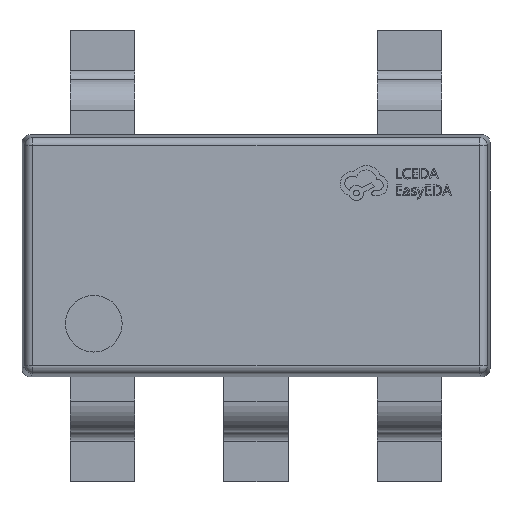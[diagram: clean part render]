
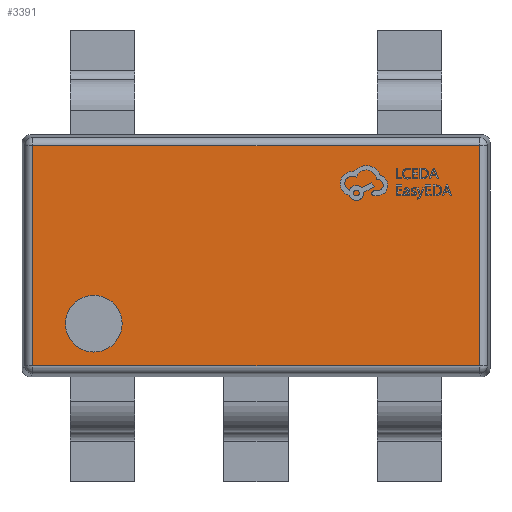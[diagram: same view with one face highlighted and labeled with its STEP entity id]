
A CAD part, top view. The second image highlights one B-rep face of the part: STEP entity #3391.
In plain terms, the highlighted planar face has unit normal (0, 0, 1).
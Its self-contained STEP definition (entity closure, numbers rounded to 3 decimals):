
#189 = DIRECTION ( 'NONE',  ( 1., 0., 0. ) ) ;
#285 = FACE_OUTER_BOUND ( 'NONE', #8671, .T. ) ;
#379 = VECTOR ( 'NONE', #15083, 1000. ) ;
#451 = CARTESIAN_POINT ( 'NONE',  ( 1.429, -0.682, 0.3 ) ) ;
#803 = EDGE_LOOP ( 'NONE', ( #11858, #11791 ) ) ;
#1148 = CARTESIAN_POINT ( 'NONE',  ( 0., 0., 0.3 ) ) ;
#1563 = EDGE_CURVE ( 'NONE', #10102, #14681, #16966, .T. ) ;
#1728 = FACE_BOUND ( 'NONE', #803, .T. ) ;
#2115 = ORIENTED_EDGE ( 'NONE', *, *, #10475, .T. ) ;
#2766 = DIRECTION ( 'NONE',  ( 1., 0., 0. ) ) ;
#3234 = AXIS2_PLACEMENT_3D ( 'NONE', #10696, #17769, #189 ) ;
#3391 = ADVANCED_FACE ( 'NONE', ( #285, #1728 ), #9235, .T. ) ;
#3504 = VECTOR ( 'NONE', #3808, 1000. ) ;
#3808 = DIRECTION ( 'NONE',  ( -1., 0., 0. ) ) ;
#3959 = CARTESIAN_POINT ( 'NONE',  ( -1.382, 0.682, 0.3 ) ) ;
#4477 = CARTESIAN_POINT ( 'NONE',  ( 1.382, 0.729, 0.3 ) ) ;
#4532 = DIRECTION ( 'NONE',  ( 0., 0., 1. ) ) ;
#4758 = LINE ( 'NONE', #13713, #379 ) ;
#5069 = VECTOR ( 'NONE', #8954, 1000. ) ;
#5107 = CARTESIAN_POINT ( 'NONE',  ( -1.181, -0.421, 0.3 ) ) ;
#5545 = VERTEX_POINT ( 'NONE', #14637 ) ;
#5643 = VERTEX_POINT ( 'NONE', #15120 ) ;
#5834 = LINE ( 'NONE', #4477, #5069 ) ;
#6069 = EDGE_CURVE ( 'NONE', #5643, #16366, #10302, .T. ) ;
#7678 = VECTOR ( 'NONE', #18481, 1000. ) ;
#8671 = EDGE_LOOP ( 'NONE', ( #15665, #16206, #11530, #2115 ) ) ;
#8841 = EDGE_CURVE ( 'NONE', #14681, #5545, #5834, .T. ) ;
#8954 = DIRECTION ( 'NONE',  ( 0., 1., 0. ) ) ;
#9235 = PLANE ( 'NONE',  #13966 ) ;
#9605 = EDGE_CURVE ( 'NONE', #16366, #5643, #11646, .T. ) ;
#10102 = VERTEX_POINT ( 'NONE', #13687 ) ;
#10302 = CIRCLE ( 'NONE', #12491, 0.176 ) ;
#10475 = EDGE_CURVE ( 'NONE', #11593, #10102, #4758, .T. ) ;
#10696 = CARTESIAN_POINT ( 'NONE',  ( -1.005, -0.421, 0.3 ) ) ;
#11530 = ORIENTED_EDGE ( 'NONE', *, *, #12426, .T. ) ;
#11593 = VERTEX_POINT ( 'NONE', #3959 ) ;
#11646 = CIRCLE ( 'NONE', #3234, 0.176 ) ;
#11791 = ORIENTED_EDGE ( 'NONE', *, *, #9605, .F. ) ;
#11858 = ORIENTED_EDGE ( 'NONE', *, *, #6069, .F. ) ;
#12426 = EDGE_CURVE ( 'NONE', #5545, #11593, #18543, .T. ) ;
#12491 = AXIS2_PLACEMENT_3D ( 'NONE', #17834, #4532, #2766 ) ;
#13687 = CARTESIAN_POINT ( 'NONE',  ( -1.382, -0.682, 0.3 ) ) ;
#13713 = CARTESIAN_POINT ( 'NONE',  ( -1.382, -0.729, 0.3 ) ) ;
#13966 = AXIS2_PLACEMENT_3D ( 'NONE', #1148, #14480, #17448 ) ;
#14480 = DIRECTION ( 'NONE',  ( 0., 0., 1. ) ) ;
#14637 = CARTESIAN_POINT ( 'NONE',  ( 1.382, 0.682, 0.3 ) ) ;
#14681 = VERTEX_POINT ( 'NONE', #17521 ) ;
#15083 = DIRECTION ( 'NONE',  ( 0., -1., 0. ) ) ;
#15120 = CARTESIAN_POINT ( 'NONE',  ( -0.829, -0.421, 0.3 ) ) ;
#15665 = ORIENTED_EDGE ( 'NONE', *, *, #1563, .T. ) ;
#16206 = ORIENTED_EDGE ( 'NONE', *, *, #8841, .T. ) ;
#16366 = VERTEX_POINT ( 'NONE', #5107 ) ;
#16966 = LINE ( 'NONE', #451, #7678 ) ;
#17117 = CARTESIAN_POINT ( 'NONE',  ( -1.429, 0.682, 0.3 ) ) ;
#17448 = DIRECTION ( 'NONE',  ( 1., 0., 0. ) ) ;
#17521 = CARTESIAN_POINT ( 'NONE',  ( 1.382, -0.682, 0.3 ) ) ;
#17769 = DIRECTION ( 'NONE',  ( 0., 0., 1. ) ) ;
#17834 = CARTESIAN_POINT ( 'NONE',  ( -1.005, -0.421, 0.3 ) ) ;
#18481 = DIRECTION ( 'NONE',  ( 1., 0., 0. ) ) ;
#18543 = LINE ( 'NONE', #17117, #3504 ) ;
